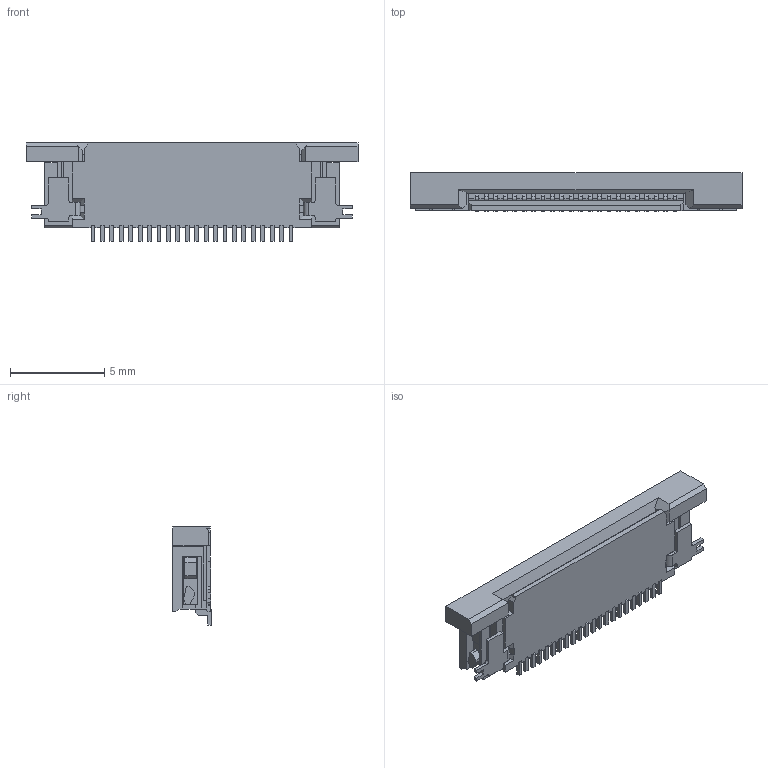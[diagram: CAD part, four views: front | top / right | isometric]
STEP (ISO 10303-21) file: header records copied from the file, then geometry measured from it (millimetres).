
FILE_DESCRIPTION((''),'2;1');
FILE_NAME('524372233','2019-05-28T',('gga'),(''),'PRO/ENGINEER BY PARAMETRIC TECHNOLOGY CORPORATION, 2016010','PRO/ENGINEER BY PARAMETRIC TECHNOLOGY CORPORATION, 2016010','');
FILE_SCHEMA(('CONFIG_CONTROL_DESIGN'));
Length unit declared in the file: millimetre
Products named in the file (1): 524372233
Bounding box: 17.6 x 2.04 x 5.2 mm (x, y, z)
Volume: 118.1 mm3; surface area: 449.7 mm2
Topology: 1 solids, 1 shells, 634 faces, 1999 edges, 1350 vertices
Faces by surface type: plane 574, cylinder 60
Entity records: 21672 total; most frequent: CARTESIAN_POINT 3884, ORIENTED_EDGE 3798, DIRECTION 3391, EDGE_CURVE 1899, VECTOR 1877, LINE 1877, VERTEX_POINT 1250, AXIS2_PLACEMENT_3D 757
